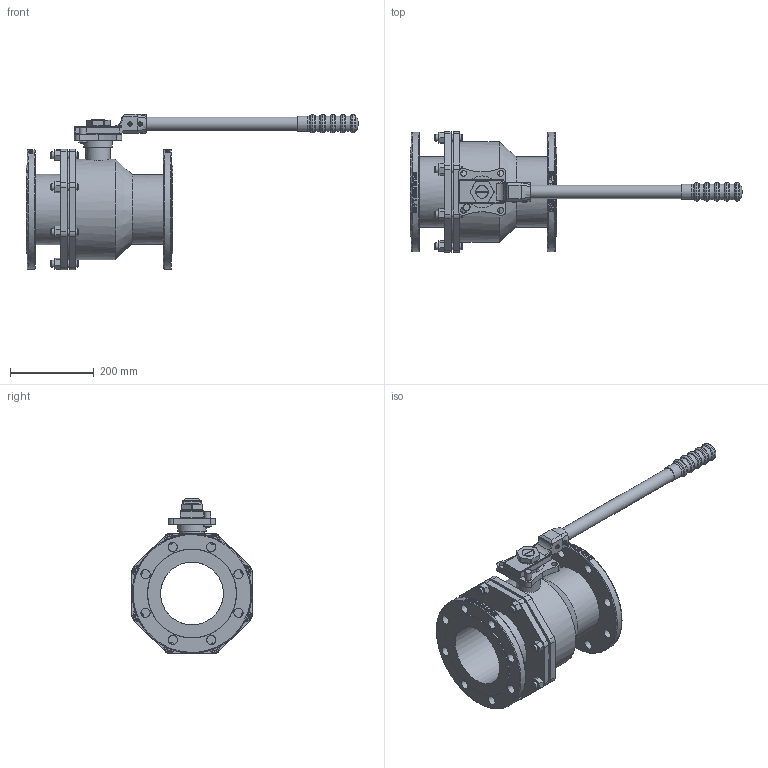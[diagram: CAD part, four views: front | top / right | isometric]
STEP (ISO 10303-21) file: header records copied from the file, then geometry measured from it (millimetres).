
FILE_DESCRIPTION(('HOOPS Exchange Step'),'2;1');
FILE_NAME('FK0600_DN150.stp','2025-08-04T14:13:19+02:00',('nieru'),('Unknown organisation'),'HOOPS Exchange 2024.2','HOOPS Exchange','Unknown authorisation');
FILE_SCHEMA( ('AP203_CONFIGURATION_CONTROLLED_3D_DESIGN_OF_MECHANICAL_PARTS_AND_ASSEMBLIES_MIM_LF') );
Length unit declared in the file: millimetre
Products named in the file (2): 0; root
Assembly tree (1 placements, depth 2):
  root
    0
Bounding box: 792 x 287 x 370.5 mm (x, y, z)
Volume: 8400543 mm3; surface area: 862879.9 mm2
Topology: 1 solids, 1 shells, 984 faces, 2694 edges, 1806 vertices
Faces by surface type: plane 436, bspline 261, cylinder 216, cone 40, torus 31
Full cylindrical faces by diameter (mm): 10 x2, 12 x1, 14 x3, 16 x25, 17 x8, 22 x16, 32 x1, 33 x1, 34 x1, 36 x1, 50 x1, 58 x1, 68 x1, 76 x1, 150 x1, 167 x1, 168 x1, 212 x2, 240 x1, 260 x1, 285 x2
Entity records: 98685 total; most frequent: CARTESIAN_POINT 75960, ORIENTED_EDGE 5380, DIRECTION 3389, EDGE_CURVE 2690, VERTEX_POINT 1806, AXIS2_PLACEMENT_3D 1187, EDGE_LOOP 1150, FACE_BOUND 1150
